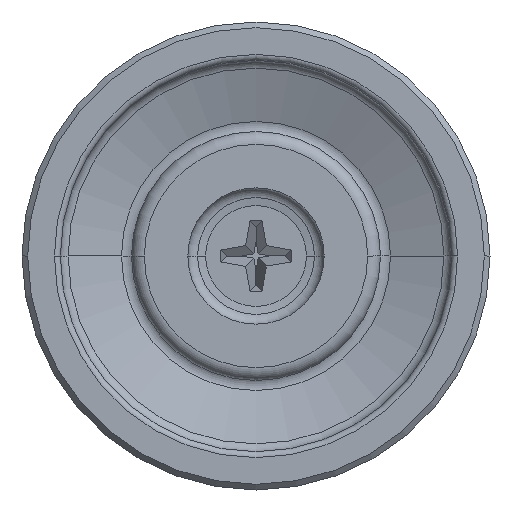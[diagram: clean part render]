
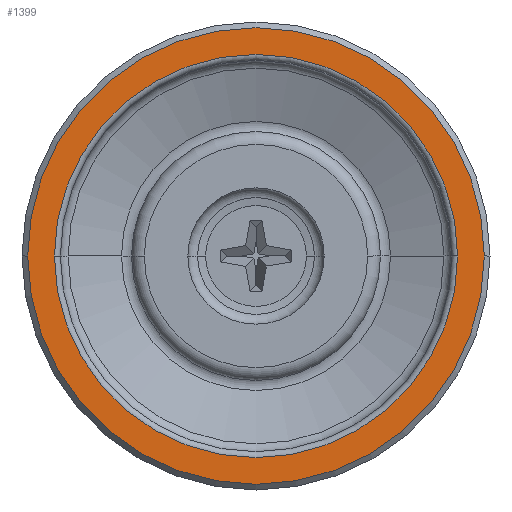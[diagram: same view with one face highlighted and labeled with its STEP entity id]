
A CAD part, front view. The second image highlights one B-rep face of the part: STEP entity #1399.
In plain terms, the highlighted planar face has unit normal (0, -1, 0).
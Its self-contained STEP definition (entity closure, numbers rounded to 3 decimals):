
#48 = DIRECTION ( 'NONE',  ( -1., 0., 0. ) ) ;
#323 = EDGE_LOOP ( 'NONE', ( #1776, #2087 ) ) ;
#479 = CARTESIAN_POINT ( 'NONE',  ( 0., -0.396, 0. ) ) ;
#528 = DIRECTION ( 'NONE',  ( 0., 1., 0. ) ) ;
#698 = CARTESIAN_POINT ( 'NONE',  ( 0., -0.396, 0. ) ) ;
#706 = DIRECTION ( 'NONE',  ( 0., -1., 0. ) ) ;
#727 = DIRECTION ( 'NONE',  ( -1., 0., 0. ) ) ;
#957 = DIRECTION ( 'NONE',  ( -1., 0., 0. ) ) ;
#978 = VERTEX_POINT ( 'NONE', #2248 ) ;
#1122 = VERTEX_POINT ( 'NONE', #2559 ) ;
#1167 = EDGE_CURVE ( 'NONE', #1122, #3180, #1461, .T. ) ;
#1377 = CIRCLE ( 'NONE', #2796, 17. ) ;
#1399 = ADVANCED_FACE ( 'NONE', ( #2930, #2851 ), #2056, .F. ) ;
#1461 = CIRCLE ( 'NONE', #2197, 17. ) ;
#1558 = DIRECTION ( 'NONE',  ( 0., 1., 0. ) ) ;
#1615 = CIRCLE ( 'NONE', #2584, 19.25 ) ;
#1656 = EDGE_CURVE ( 'NONE', #978, #2164, #1615, .T. ) ;
#1674 = CARTESIAN_POINT ( 'NONE',  ( -17., -0.396, 0. ) ) ;
#1710 = EDGE_LOOP ( 'NONE', ( #1879, #2238 ) ) ;
#1776 = ORIENTED_EDGE ( 'NONE', *, *, #1656, .T. ) ;
#1795 = AXIS2_PLACEMENT_3D ( 'NONE', #2043, #528, #2310 ) ;
#1879 = ORIENTED_EDGE ( 'NONE', *, *, #2127, .T. ) ;
#2043 = CARTESIAN_POINT ( 'NONE',  ( 16.5, -0.396, 0. ) ) ;
#2056 = PLANE ( 'NONE',  #1795 ) ;
#2087 = ORIENTED_EDGE ( 'NONE', *, *, #2405, .T. ) ;
#2127 = EDGE_CURVE ( 'NONE', #3180, #1122, #1377, .T. ) ;
#2164 = VERTEX_POINT ( 'NONE', #2240 ) ;
#2197 = AXIS2_PLACEMENT_3D ( 'NONE', #3083, #1558, #48 ) ;
#2233 = CARTESIAN_POINT ( 'NONE',  ( 0., -0.396, 0. ) ) ;
#2238 = ORIENTED_EDGE ( 'NONE', *, *, #1167, .T. ) ;
#2240 = CARTESIAN_POINT ( 'NONE',  ( 19.25, -0.396, 0. ) ) ;
#2248 = CARTESIAN_POINT ( 'NONE',  ( -19.25, -0.396, 0. ) ) ;
#2261 = DIRECTION ( 'NONE',  ( 0., -1., 0. ) ) ;
#2310 = DIRECTION ( 'NONE',  ( -1., 0., 0. ) ) ;
#2405 = EDGE_CURVE ( 'NONE', #2164, #978, #2693, .T. ) ;
#2486 = DIRECTION ( 'NONE',  ( 0., 1., 0. ) ) ;
#2492 = DIRECTION ( 'NONE',  ( -1., 0., 0. ) ) ;
#2559 = CARTESIAN_POINT ( 'NONE',  ( 17., -0.396, 0. ) ) ;
#2584 = AXIS2_PLACEMENT_3D ( 'NONE', #479, #2261, #727 ) ;
#2693 = CIRCLE ( 'NONE', #2736, 19.25 ) ;
#2736 = AXIS2_PLACEMENT_3D ( 'NONE', #2233, #706, #2492 ) ;
#2796 = AXIS2_PLACEMENT_3D ( 'NONE', #698, #2486, #957 ) ;
#2851 = FACE_OUTER_BOUND ( 'NONE', #323, .T. ) ;
#2930 = FACE_BOUND ( 'NONE', #1710, .T. ) ;
#3083 = CARTESIAN_POINT ( 'NONE',  ( 0., -0.396, 0. ) ) ;
#3180 = VERTEX_POINT ( 'NONE', #1674 ) ;
